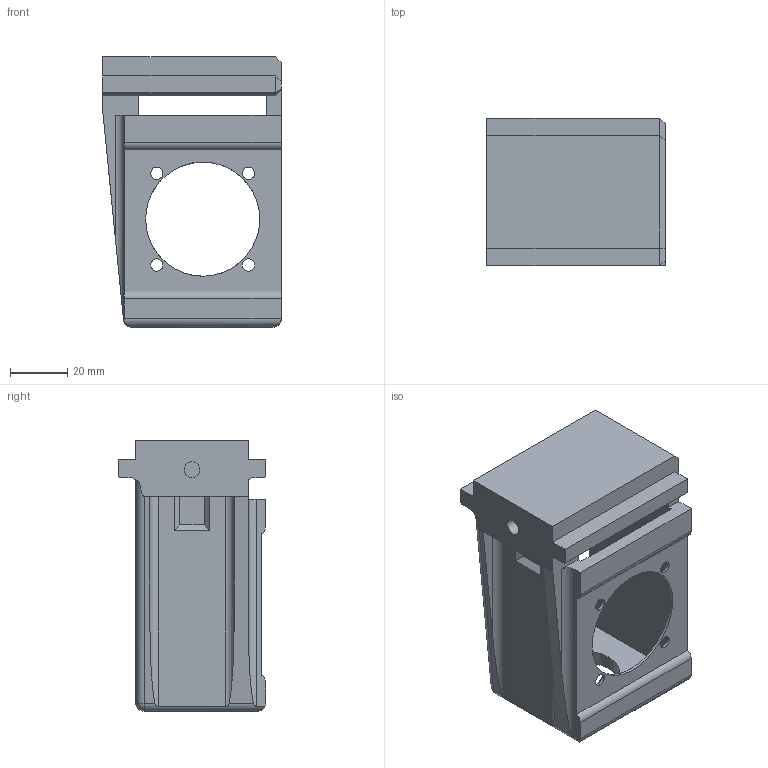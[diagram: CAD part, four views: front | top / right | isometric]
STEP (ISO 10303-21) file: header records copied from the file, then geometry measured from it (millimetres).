
FILE_DESCRIPTION(/* description */ (''),/* implementation_level */ '2;1');
FILE_NAME(/* name */ 'Step''s/1-Belt Stepper direct drive Mount2 v3.step',/* time_stamp */ '2019-10-31T22:00:49-04:00',/* author */ (''),/* organization */ (''),/* preprocessor_version */ 'ST-DEVELOPER v18',/* originating_system */ 'Autodesk Translation Framework v8.9.1.1155',/* authorisation */ '');
FILE_SCHEMA (('AUTOMOTIVE_DESIGN { 1 0 10303 214 3 1 1 }'));
Length unit declared in the file: millimetre
Products named in the file (1): 1-Belt Stepper direct drive Mount2
Bounding box: 62.5 x 51.7 x 94.8 mm (x, y, z)
Volume: 89648.6 mm3; surface area: 33436.1 mm2
Topology: 1 solids, 1 shells, 110 faces, 287 edges, 181 vertices
Faces by surface type: plane 67, cylinder 33, cone 5, sphere 4, bspline 1
Full cylindrical faces by diameter (mm): 4.3 x4, 4.5 x4, 5.5 x2, 8 x4, 40 x1
Entity records: 3689 total; most frequent: CARTESIAN_POINT 901, ORIENTED_EDGE 574, DIRECTION 553, EDGE_CURVE 287, LINE 199, VECTOR 199, VERTEX_POINT 181, AXIS2_PLACEMENT_3D 177
